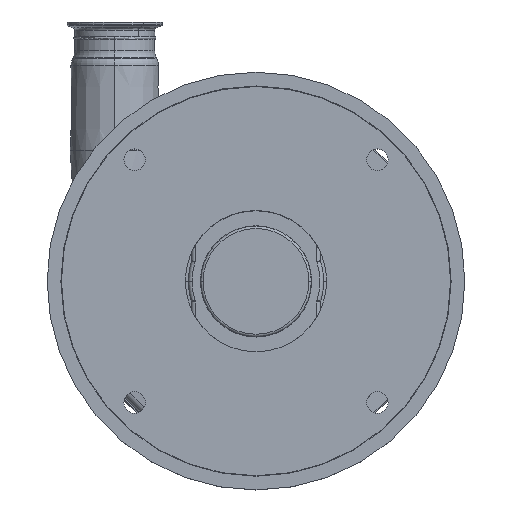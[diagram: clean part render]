
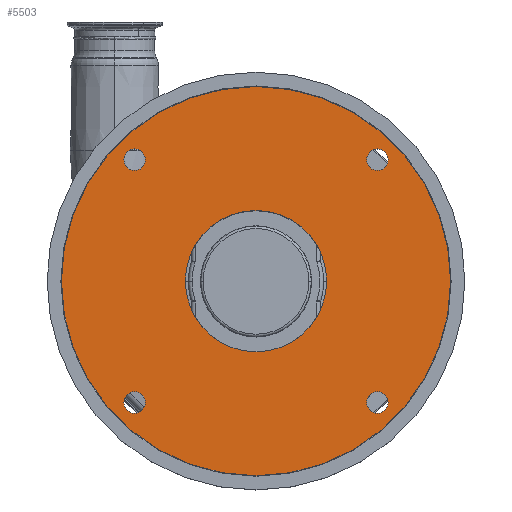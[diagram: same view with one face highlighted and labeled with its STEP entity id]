
A CAD part, top view. The second image highlights one B-rep face of the part: STEP entity #5503.
In plain terms, the highlighted planar face has unit normal (0, 0, 1).
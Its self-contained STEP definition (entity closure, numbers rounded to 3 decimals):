
#21 = DIRECTION ( 'NONE',  ( 0., 0., 1. ) ) ;
#216 = VERTEX_POINT ( 'NONE', #6793 ) ;
#218 = CARTESIAN_POINT ( 'NONE',  ( -98.783, 98.783, 190.5 ) ) ;
#367 = FACE_BOUND ( 'NONE', #11420, .T. ) ;
#896 = DIRECTION ( 'NONE',  ( 0., 0., 1. ) ) ;
#901 = DIRECTION ( 'NONE',  ( 1., 0., 0. ) ) ;
#1064 = CIRCLE ( 'NONE', #7225, 8.75 ) ;
#1223 = CARTESIAN_POINT ( 'NONE',  ( 98.783, -98.783, 190.5 ) ) ;
#1321 = VERTEX_POINT ( 'NONE', #7497 ) ;
#1358 = VERTEX_POINT ( 'NONE', #14367 ) ;
#1532 = AXIS2_PLACEMENT_3D ( 'NONE', #218, #11508, #5463 ) ;
#1661 = AXIS2_PLACEMENT_3D ( 'NONE', #14100, #4167, #3035 ) ;
#1682 = CARTESIAN_POINT ( 'NONE',  ( -57.5, 0., 190.5 ) ) ;
#1752 = CARTESIAN_POINT ( 'NONE',  ( -107.533, -98.783, 190.5 ) ) ;
#1763 = VERTEX_POINT ( 'NONE', #6283 ) ;
#1925 = EDGE_CURVE ( 'NONE', #12954, #1763, #7963, .T. ) ;
#1929 = EDGE_CURVE ( 'NONE', #1358, #1321, #14429, .T. ) ;
#1954 = EDGE_LOOP ( 'NONE', ( #8809, #15224 ) ) ;
#2045 = EDGE_LOOP ( 'NONE', ( #10615, #13609 ) ) ;
#2069 = CIRCLE ( 'NONE', #6186, 8.75 ) ;
#2084 = CIRCLE ( 'NONE', #11367, 8.75 ) ;
#2160 = CIRCLE ( 'NONE', #1661, 8.75 ) ;
#2237 = CIRCLE ( 'NONE', #10744, 57.5 ) ;
#2517 = CARTESIAN_POINT ( 'NONE',  ( 0., 0., 190.5 ) ) ;
#2817 = AXIS2_PLACEMENT_3D ( 'NONE', #3837, #4163, #5132 ) ;
#2902 = DIRECTION ( 'NONE',  ( 1., 0., 0. ) ) ;
#2934 = CARTESIAN_POINT ( 'NONE',  ( 0., 0., 190.5 ) ) ;
#3035 = DIRECTION ( 'NONE',  ( 1., 0., 0. ) ) ;
#3056 = AXIS2_PLACEMENT_3D ( 'NONE', #2934, #8878, #15289 ) ;
#3061 = CARTESIAN_POINT ( 'NONE',  ( 90.033, -98.783, 190.5 ) ) ;
#3137 = CIRCLE ( 'NONE', #11119, 57.5 ) ;
#3623 = EDGE_CURVE ( 'NONE', #7174, #5369, #1064, .T. ) ;
#3782 = EDGE_CURVE ( 'NONE', #6654, #8397, #9561, .T. ) ;
#3837 = CARTESIAN_POINT ( 'NONE',  ( 0., 0., 190.5 ) ) ;
#3888 = CARTESIAN_POINT ( 'NONE',  ( 98.783, 98.783, 190.5 ) ) ;
#4163 = DIRECTION ( 'NONE',  ( 0., 0., 1. ) ) ;
#4167 = DIRECTION ( 'NONE',  ( 0., 0., 1. ) ) ;
#4373 = DIRECTION ( 'NONE',  ( 1., 0., 0. ) ) ;
#4398 = EDGE_LOOP ( 'NONE', ( #4474, #12256 ) ) ;
#4474 = ORIENTED_EDGE ( 'NONE', *, *, #1929, .T. ) ;
#4629 = ORIENTED_EDGE ( 'NONE', *, *, #7990, .F. ) ;
#4871 = ORIENTED_EDGE ( 'NONE', *, *, #14752, .F. ) ;
#4937 = DIRECTION ( 'NONE',  ( 1., 0., 0. ) ) ;
#5132 = DIRECTION ( 'NONE',  ( 1., 0., 0. ) ) ;
#5198 = FACE_BOUND ( 'NONE', #10788, .T. ) ;
#5369 = VERTEX_POINT ( 'NONE', #11002 ) ;
#5463 = DIRECTION ( 'NONE',  ( 1., 0., 0. ) ) ;
#5503 = ADVANCED_FACE ( 'NONE', ( #10452, #6800, #5198, #5524, #367, #12623 ), #6635, .T. ) ;
#5524 = FACE_BOUND ( 'NONE', #1954, .T. ) ;
#5703 = AXIS2_PLACEMENT_3D ( 'NONE', #9281, #7169, #901 ) ;
#5834 = EDGE_CURVE ( 'NONE', #8397, #6654, #14314, .T. ) ;
#6186 = AXIS2_PLACEMENT_3D ( 'NONE', #7165, #9831, #12107 ) ;
#6283 = CARTESIAN_POINT ( 'NONE',  ( -107.533, 98.783, 190.5 ) ) ;
#6380 = DIRECTION ( 'NONE',  ( 0., 0., 1. ) ) ;
#6635 = PLANE ( 'NONE',  #3056 ) ;
#6654 = VERTEX_POINT ( 'NONE', #3061 ) ;
#6707 = AXIS2_PLACEMENT_3D ( 'NONE', #6785, #896, #4373 ) ;
#6742 = EDGE_CURVE ( 'NONE', #216, #12078, #8619, .T. ) ;
#6785 = CARTESIAN_POINT ( 'NONE',  ( 0., 0., 190.5 ) ) ;
#6793 = CARTESIAN_POINT ( 'NONE',  ( -90.033, -98.783, 190.5 ) ) ;
#6800 = FACE_BOUND ( 'NONE', #2045, .T. ) ;
#7002 = CARTESIAN_POINT ( 'NONE',  ( -98.783, -98.783, 190.5 ) ) ;
#7115 = CARTESIAN_POINT ( 'NONE',  ( 107.533, -98.783, 190.5 ) ) ;
#7165 = CARTESIAN_POINT ( 'NONE',  ( -98.783, -98.783, 190.5 ) ) ;
#7169 = DIRECTION ( 'NONE',  ( 0., 0., 1. ) ) ;
#7174 = VERTEX_POINT ( 'NONE', #15628 ) ;
#7225 = AXIS2_PLACEMENT_3D ( 'NONE', #3888, #6380, #8787 ) ;
#7452 = CIRCLE ( 'NONE', #6707, 158.4 ) ;
#7497 = CARTESIAN_POINT ( 'NONE',  ( -158.4, 0., 190.5 ) ) ;
#7635 = DIRECTION ( 'NONE',  ( 0., 0., 1. ) ) ;
#7791 = DIRECTION ( 'NONE',  ( 1., 0., 0. ) ) ;
#7873 = DIRECTION ( 'NONE',  ( 0., 0., 1. ) ) ;
#7963 = CIRCLE ( 'NONE', #1532, 8.75 ) ;
#7990 = EDGE_CURVE ( 'NONE', #11032, #15536, #2237, .T. ) ;
#8397 = VERTEX_POINT ( 'NONE', #7115 ) ;
#8596 = EDGE_CURVE ( 'NONE', #1321, #1358, #7452, .T. ) ;
#8619 = CIRCLE ( 'NONE', #15872, 8.75 ) ;
#8787 = DIRECTION ( 'NONE',  ( 1., 0., 0. ) ) ;
#8809 = ORIENTED_EDGE ( 'NONE', *, *, #5834, .F. ) ;
#8878 = DIRECTION ( 'NONE',  ( 0., 0., 1. ) ) ;
#9281 = CARTESIAN_POINT ( 'NONE',  ( 98.783, -98.783, 190.5 ) ) ;
#9448 = EDGE_LOOP ( 'NONE', ( #4629, #4871 ) ) ;
#9541 = EDGE_CURVE ( 'NONE', #12078, #216, #2069, .T. ) ;
#9561 = CIRCLE ( 'NONE', #5703, 8.75 ) ;
#9685 = EDGE_CURVE ( 'NONE', #5369, #7174, #2084, .T. ) ;
#9736 = ORIENTED_EDGE ( 'NONE', *, *, #9541, .F. ) ;
#9831 = DIRECTION ( 'NONE',  ( 0., 0., 1. ) ) ;
#9993 = CARTESIAN_POINT ( 'NONE',  ( 98.783, 98.783, 190.5 ) ) ;
#10403 = CARTESIAN_POINT ( 'NONE',  ( 0., 0., 190.5 ) ) ;
#10452 = FACE_OUTER_BOUND ( 'NONE', #4398, .T. ) ;
#10572 = DIRECTION ( 'NONE',  ( 0., 0., 1. ) ) ;
#10615 = ORIENTED_EDGE ( 'NONE', *, *, #1925, .F. ) ;
#10744 = AXIS2_PLACEMENT_3D ( 'NONE', #2517, #13903, #12612 ) ;
#10788 = EDGE_LOOP ( 'NONE', ( #12374, #9736 ) ) ;
#10849 = CARTESIAN_POINT ( 'NONE',  ( -90.033, 98.783, 190.5 ) ) ;
#11002 = CARTESIAN_POINT ( 'NONE',  ( 90.033, 98.783, 190.5 ) ) ;
#11032 = VERTEX_POINT ( 'NONE', #13937 ) ;
#11119 = AXIS2_PLACEMENT_3D ( 'NONE', #10403, #7873, #7791 ) ;
#11367 = AXIS2_PLACEMENT_3D ( 'NONE', #9993, #7635, #2902 ) ;
#11420 = EDGE_LOOP ( 'NONE', ( #12180, #13908 ) ) ;
#11508 = DIRECTION ( 'NONE',  ( 0., 0., 1. ) ) ;
#12029 = EDGE_CURVE ( 'NONE', #1763, #12954, #2160, .T. ) ;
#12078 = VERTEX_POINT ( 'NONE', #1752 ) ;
#12107 = DIRECTION ( 'NONE',  ( 1., 0., 0. ) ) ;
#12180 = ORIENTED_EDGE ( 'NONE', *, *, #3623, .F. ) ;
#12256 = ORIENTED_EDGE ( 'NONE', *, *, #8596, .T. ) ;
#12374 = ORIENTED_EDGE ( 'NONE', *, *, #6742, .F. ) ;
#12612 = DIRECTION ( 'NONE',  ( 1., 0., 0. ) ) ;
#12623 = FACE_BOUND ( 'NONE', #9448, .T. ) ;
#12954 = VERTEX_POINT ( 'NONE', #10849 ) ;
#13609 = ORIENTED_EDGE ( 'NONE', *, *, #12029, .F. ) ;
#13903 = DIRECTION ( 'NONE',  ( 0., 0., 1. ) ) ;
#13908 = ORIENTED_EDGE ( 'NONE', *, *, #9685, .F. ) ;
#13937 = CARTESIAN_POINT ( 'NONE',  ( 57.5, 0., 190.5 ) ) ;
#14100 = CARTESIAN_POINT ( 'NONE',  ( -98.783, 98.783, 190.5 ) ) ;
#14314 = CIRCLE ( 'NONE', #15850, 8.75 ) ;
#14366 = DIRECTION ( 'NONE',  ( 1., 0., 0. ) ) ;
#14367 = CARTESIAN_POINT ( 'NONE',  ( 158.4, 0., 190.5 ) ) ;
#14429 = CIRCLE ( 'NONE', #2817, 158.4 ) ;
#14752 = EDGE_CURVE ( 'NONE', #15536, #11032, #3137, .T. ) ;
#15224 = ORIENTED_EDGE ( 'NONE', *, *, #3782, .F. ) ;
#15289 = DIRECTION ( 'NONE',  ( 1., 0., 0. ) ) ;
#15536 = VERTEX_POINT ( 'NONE', #1682 ) ;
#15628 = CARTESIAN_POINT ( 'NONE',  ( 107.533, 98.783, 190.5 ) ) ;
#15850 = AXIS2_PLACEMENT_3D ( 'NONE', #1223, #21, #4937 ) ;
#15872 = AXIS2_PLACEMENT_3D ( 'NONE', #7002, #10572, #14366 ) ;
